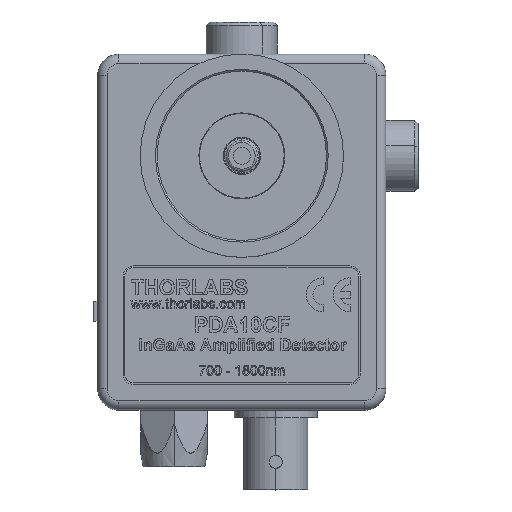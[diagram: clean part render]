
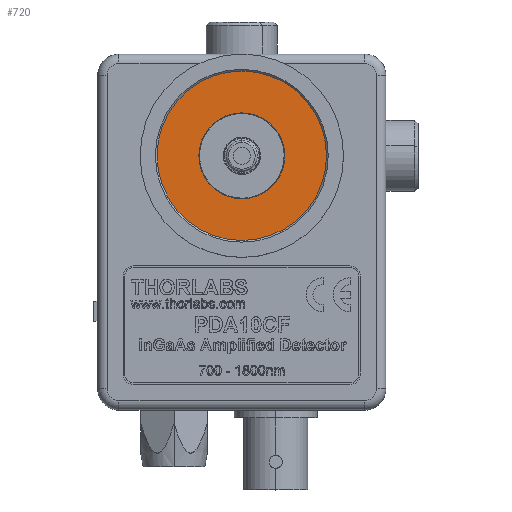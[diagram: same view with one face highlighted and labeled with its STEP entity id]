
A CAD part, top view. The second image highlights one B-rep face of the part: STEP entity #720.
In plain terms, the highlighted planar face has unit normal (0, 0, 1).
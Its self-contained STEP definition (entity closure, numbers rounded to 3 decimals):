
#535 = EDGE_CURVE ( 'NONE', #28894, #28926, #32602, .T. ) ;
#720 = ADVANCED_FACE ( 'NONE', ( #33560, #33559 ), #33640, .T. ) ;
#721 = EDGE_LOOP ( 'NONE', ( #727, #740 ) ) ;
#727 = ORIENTED_EDGE ( 'NONE', *, *, #535, .F. ) ;
#730 = ORIENTED_EDGE ( 'NONE', *, *, #28797, .T. ) ;
#740 = ORIENTED_EDGE ( 'NONE', *, *, #28901, .F. ) ;
#742 = EDGE_CURVE ( 'NONE', #28807, #28928, #33693, .T. ) ;
#748 = EDGE_LOOP ( 'NONE', ( #749, #730 ) ) ;
#749 = ORIENTED_EDGE ( 'NONE', *, *, #742, .T. ) ;
#28797 = EDGE_CURVE ( 'NONE', #28928, #28807, #114065, .T. ) ;
#28807 = VERTEX_POINT ( 'NONE', #114048 ) ;
#28894 = VERTEX_POINT ( 'NONE', #114236 ) ;
#28901 = EDGE_CURVE ( 'NONE', #28926, #28894, #114235, .T. ) ;
#28926 = VERTEX_POINT ( 'NONE', #114335 ) ;
#28928 = VERTEX_POINT ( 'NONE', #114329 ) ;
#32598 = DIRECTION ( 'NONE',  ( 1., 0., 0. ) ) ;
#32599 = DIRECTION ( 'NONE',  ( 0., 0., 1. ) ) ;
#32601 = AXIS2_PLACEMENT_3D ( 'NONE', #32617, #32599, #32598 ) ;
#32602 = CIRCLE ( 'NONE', #32601, 6.439 ) ;
#32617 = CARTESIAN_POINT ( 'NONE',  ( 21.59, 38.1, 21.082 ) ) ;
#33559 = FACE_OUTER_BOUND ( 'NONE', #748, .T. ) ;
#33560 = FACE_BOUND ( 'NONE', #721, .T. ) ;
#33629 = DIRECTION ( 'NONE',  ( 1., 0., 0. ) ) ;
#33631 = DIRECTION ( 'NONE',  ( 0., 0., 1. ) ) ;
#33633 = CARTESIAN_POINT ( 'NONE',  ( 21.59, 38.1, 21.082 ) ) ;
#33634 = AXIS2_PLACEMENT_3D ( 'NONE', #33633, #33631, #33629 ) ;
#33640 = PLANE ( 'NONE',  #33634 ) ;
#33672 = DIRECTION ( 'NONE',  ( 1., 0., 0. ) ) ;
#33674 = DIRECTION ( 'NONE',  ( 0., 0., 1. ) ) ;
#33675 = CARTESIAN_POINT ( 'NONE',  ( 21.59, 38.1, 21.082 ) ) ;
#33676 = AXIS2_PLACEMENT_3D ( 'NONE', #33675, #33674, #33672 ) ;
#33693 = CIRCLE ( 'NONE', #33676, 13.145 ) ;
#114048 = CARTESIAN_POINT ( 'NONE',  ( 8.445, 38.1, 21.082 ) ) ;
#114061 = DIRECTION ( 'NONE',  ( 1., 0., 0. ) ) ;
#114062 = DIRECTION ( 'NONE',  ( 0., 0., 1. ) ) ;
#114063 = CARTESIAN_POINT ( 'NONE',  ( 21.59, 38.1, 21.082 ) ) ;
#114064 = AXIS2_PLACEMENT_3D ( 'NONE', #114063, #114062, #114061 ) ;
#114065 = CIRCLE ( 'NONE', #114064, 13.145 ) ;
#114231 = DIRECTION ( 'NONE',  ( 1., 0., 0. ) ) ;
#114232 = DIRECTION ( 'NONE',  ( 0., 0., 1. ) ) ;
#114233 = CARTESIAN_POINT ( 'NONE',  ( 21.59, 38.1, 21.082 ) ) ;
#114234 = AXIS2_PLACEMENT_3D ( 'NONE', #114233, #114232, #114231 ) ;
#114235 = CIRCLE ( 'NONE', #114234, 6.439 ) ;
#114236 = CARTESIAN_POINT ( 'NONE',  ( 28.029, 38.1, 21.082 ) ) ;
#114329 = CARTESIAN_POINT ( 'NONE',  ( 34.735, 38.1, 21.082 ) ) ;
#114335 = CARTESIAN_POINT ( 'NONE',  ( 15.151, 38.1, 21.082 ) ) ;
